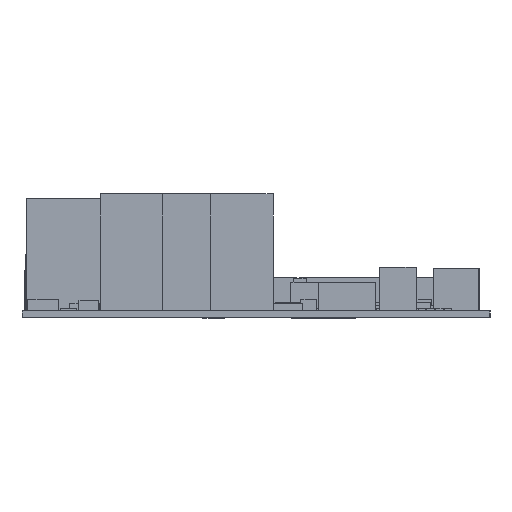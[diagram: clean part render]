
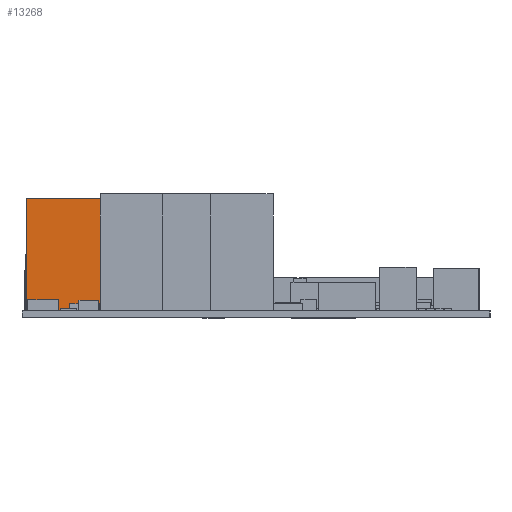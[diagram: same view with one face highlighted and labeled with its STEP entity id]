
A CAD part, left-side view. The second image highlights one B-rep face of the part: STEP entity #13268.
In plain terms, the highlighted face is planar.
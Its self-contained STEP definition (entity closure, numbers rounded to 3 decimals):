
#13152 = EDGE_CURVE('',#13153,#13155,#13157,.T.);
#13153 = VERTEX_POINT('',#13154);
#13154 = CARTESIAN_POINT('',(-10.7,2.,0.));
#13155 = VERTEX_POINT('',#13156);
#13156 = CARTESIAN_POINT('',(-10.7,2.,24.1));
#13157 = SURFACE_CURVE('',#13158,(#13162,#13174),.PCURVE_S1.);
#13158 = LINE('',#13159,#13160);
#13159 = CARTESIAN_POINT('',(-10.7,2.,0.));
#13160 = VECTOR('',#13161,1.);
#13161 = DIRECTION('',(0.,0.,1.));
#13162 = PCURVE('',#13163,#13168);
#13163 = PLANE('',#13164);
#13164 = AXIS2_PLACEMENT_3D('',#13165,#13166,#13167);
#13165 = CARTESIAN_POINT('',(-10.7,2.,0.));
#13166 = DIRECTION('',(1.,0.,0.));
#13167 = DIRECTION('',(0.,-1.,0.));
#13168 = DEFINITIONAL_REPRESENTATION('',(#13169),#13173);
#13169 = LINE('',#13170,#13171);
#13170 = CARTESIAN_POINT('',(0.,0.));
#13171 = VECTOR('',#13172,1.);
#13172 = DIRECTION('',(0.,-1.));
#13173 = ( GEOMETRIC_REPRESENTATION_CONTEXT(2) 
PARAMETRIC_REPRESENTATION_CONTEXT() REPRESENTATION_CONTEXT('2D SPACE',''
  ) );
#13174 = PCURVE('',#13175,#13180);
#13175 = PLANE('',#13176);
#13176 = AXIS2_PLACEMENT_3D('',#13177,#13178,#13179);
#13177 = CARTESIAN_POINT('',(10.7,2.,0.));
#13178 = DIRECTION('',(0.,-1.,0.));
#13179 = DIRECTION('',(-1.,0.,0.));
#13180 = DEFINITIONAL_REPRESENTATION('',(#13181),#13185);
#13181 = LINE('',#13182,#13183);
#13182 = CARTESIAN_POINT('',(21.4,0.));
#13183 = VECTOR('',#13184,1.);
#13184 = DIRECTION('',(0.,-1.));
#13185 = ( GEOMETRIC_REPRESENTATION_CONTEXT(2) 
PARAMETRIC_REPRESENTATION_CONTEXT() REPRESENTATION_CONTEXT('2D SPACE',''
  ) );
#13203 = PLANE('',#13204);
#13204 = AXIS2_PLACEMENT_3D('',#13205,#13206,#13207);
#13205 = CARTESIAN_POINT('',(-10.7,2.,24.1));
#13206 = DIRECTION('',(0.,0.,-1.));
#13207 = DIRECTION('',(-1.,0.,0.));
#13257 = PLANE('',#13258);
#13258 = AXIS2_PLACEMENT_3D('',#13259,#13260,#13261);
#13259 = CARTESIAN_POINT('',(-10.7,2.,0.));
#13260 = DIRECTION('',(0.,0.,-1.));
#13261 = DIRECTION('',(-1.,0.,0.));
#13268 = ADVANCED_FACE('',(#13269),#13175,.F.);
#13269 = FACE_BOUND('',#13270,.F.);
#13270 = EDGE_LOOP('',(#13271,#13301,#13322,#13323));
#13271 = ORIENTED_EDGE('',*,*,#13272,.T.);
#13272 = EDGE_CURVE('',#13273,#13275,#13277,.T.);
#13273 = VERTEX_POINT('',#13274);
#13274 = CARTESIAN_POINT('',(10.7,2.,0.));
#13275 = VERTEX_POINT('',#13276);
#13276 = CARTESIAN_POINT('',(10.7,2.,24.1));
#13277 = SURFACE_CURVE('',#13278,(#13282,#13289),.PCURVE_S1.);
#13278 = LINE('',#13279,#13280);
#13279 = CARTESIAN_POINT('',(10.7,2.,0.));
#13280 = VECTOR('',#13281,1.);
#13281 = DIRECTION('',(0.,0.,1.));
#13282 = PCURVE('',#13175,#13283);
#13283 = DEFINITIONAL_REPRESENTATION('',(#13284),#13288);
#13284 = LINE('',#13285,#13286);
#13285 = CARTESIAN_POINT('',(0.,0.));
#13286 = VECTOR('',#13287,1.);
#13287 = DIRECTION('',(0.,-1.));
#13288 = ( GEOMETRIC_REPRESENTATION_CONTEXT(2) 
PARAMETRIC_REPRESENTATION_CONTEXT() REPRESENTATION_CONTEXT('2D SPACE',''
  ) );
#13289 = PCURVE('',#13290,#13295);
#13290 = PLANE('',#13291);
#13291 = AXIS2_PLACEMENT_3D('',#13292,#13293,#13294);
#13292 = CARTESIAN_POINT('',(10.7,-2.,0.));
#13293 = DIRECTION('',(-1.,0.,0.));
#13294 = DIRECTION('',(0.,1.,0.));
#13295 = DEFINITIONAL_REPRESENTATION('',(#13296),#13300);
#13296 = LINE('',#13297,#13298);
#13297 = CARTESIAN_POINT('',(4.,0.));
#13298 = VECTOR('',#13299,1.);
#13299 = DIRECTION('',(0.,-1.));
#13300 = ( GEOMETRIC_REPRESENTATION_CONTEXT(2) 
PARAMETRIC_REPRESENTATION_CONTEXT() REPRESENTATION_CONTEXT('2D SPACE',''
  ) );
#13301 = ORIENTED_EDGE('',*,*,#13302,.T.);
#13302 = EDGE_CURVE('',#13275,#13155,#13303,.T.);
#13303 = SURFACE_CURVE('',#13304,(#13308,#13315),.PCURVE_S1.);
#13304 = LINE('',#13305,#13306);
#13305 = CARTESIAN_POINT('',(10.7,2.,24.1));
#13306 = VECTOR('',#13307,1.);
#13307 = DIRECTION('',(-1.,0.,0.));
#13308 = PCURVE('',#13175,#13309);
#13309 = DEFINITIONAL_REPRESENTATION('',(#13310),#13314);
#13310 = LINE('',#13311,#13312);
#13311 = CARTESIAN_POINT('',(0.,-24.1));
#13312 = VECTOR('',#13313,1.);
#13313 = DIRECTION('',(1.,0.));
#13314 = ( GEOMETRIC_REPRESENTATION_CONTEXT(2) 
PARAMETRIC_REPRESENTATION_CONTEXT() REPRESENTATION_CONTEXT('2D SPACE',''
  ) );
#13315 = PCURVE('',#13203,#13316);
#13316 = DEFINITIONAL_REPRESENTATION('',(#13317),#13321);
#13317 = LINE('',#13318,#13319);
#13318 = CARTESIAN_POINT('',(-21.4,0.));
#13319 = VECTOR('',#13320,1.);
#13320 = DIRECTION('',(1.,0.));
#13321 = ( GEOMETRIC_REPRESENTATION_CONTEXT(2) 
PARAMETRIC_REPRESENTATION_CONTEXT() REPRESENTATION_CONTEXT('2D SPACE',''
  ) );
#13322 = ORIENTED_EDGE('',*,*,#13152,.F.);
#13323 = ORIENTED_EDGE('',*,*,#13324,.F.);
#13324 = EDGE_CURVE('',#13273,#13153,#13325,.T.);
#13325 = SURFACE_CURVE('',#13326,(#13330,#13337),.PCURVE_S1.);
#13326 = LINE('',#13327,#13328);
#13327 = CARTESIAN_POINT('',(10.7,2.,0.));
#13328 = VECTOR('',#13329,1.);
#13329 = DIRECTION('',(-1.,0.,0.));
#13330 = PCURVE('',#13175,#13331);
#13331 = DEFINITIONAL_REPRESENTATION('',(#13332),#13336);
#13332 = LINE('',#13333,#13334);
#13333 = CARTESIAN_POINT('',(0.,0.));
#13334 = VECTOR('',#13335,1.);
#13335 = DIRECTION('',(1.,0.));
#13336 = ( GEOMETRIC_REPRESENTATION_CONTEXT(2) 
PARAMETRIC_REPRESENTATION_CONTEXT() REPRESENTATION_CONTEXT('2D SPACE',''
  ) );
#13337 = PCURVE('',#13257,#13338);
#13338 = DEFINITIONAL_REPRESENTATION('',(#13339),#13343);
#13339 = LINE('',#13340,#13341);
#13340 = CARTESIAN_POINT('',(-21.4,0.));
#13341 = VECTOR('',#13342,1.);
#13342 = DIRECTION('',(1.,0.));
#13343 = ( GEOMETRIC_REPRESENTATION_CONTEXT(2) 
PARAMETRIC_REPRESENTATION_CONTEXT() REPRESENTATION_CONTEXT('2D SPACE',''
  ) );
